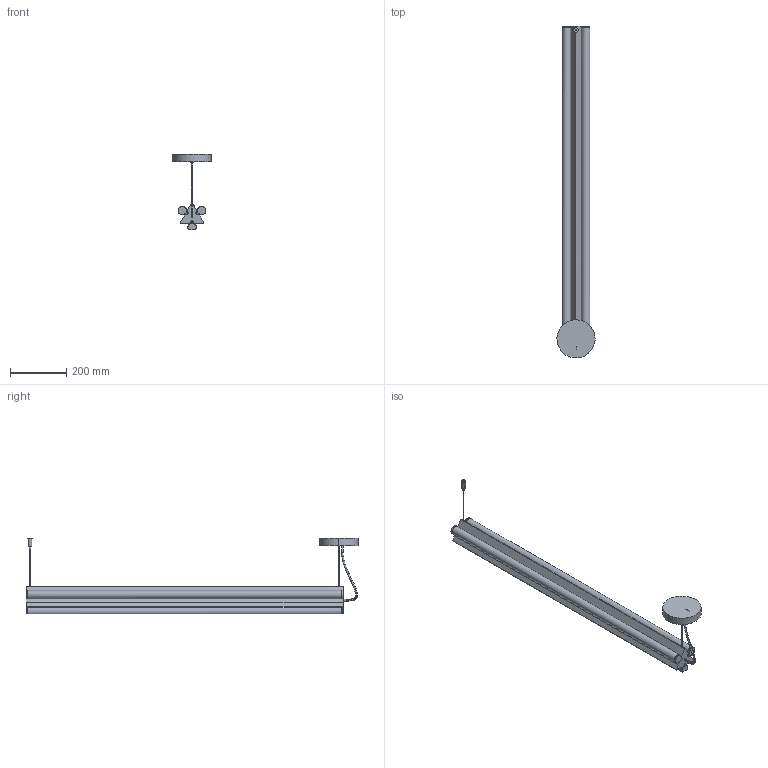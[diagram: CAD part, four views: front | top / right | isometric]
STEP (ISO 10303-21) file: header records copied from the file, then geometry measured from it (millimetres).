
FILE_DESCRIPTION(/* description */ (''),/* implementation_level */ '2;1');
FILE_NAME(/* name */ 'DREISPITZ120 SOSP 2 EM. DIFF + 1 CE',/* time_stamp */ '2025-04-17T15:20:52+02:00',/* author */ (''),/* organization */ (''),/* preprocessor_version */ 'ST-DEVELOPER v16.5',/* originating_system */ 'Rhino 7.37',/* authorisation */ '');
FILE_SCHEMA (('AUTOMOTIVE_DESIGN'));
Length unit declared in the file: millimetre
Products named in the file (1): Document
Bounding box: 136.11 x 1184.26 x 270.56 mm (x, y, z)
Volume: 2192224.4 mm3; surface area: 907357.5 mm2
Topology: 16 solids, 23 shells, 1597 faces, 3822 edges, 2311 vertices
Faces by surface type: bspline 1172, cylinder 270, plane 155
Entity records: 160272 total; most frequent: CARTESIAN_POINT 136657, ORIENTED_EDGE 7599, EDGE_CURVE 3807, B_SPLINE_CURVE_WITH_KNOTS 2839, VERTEX_POINT 2311, EDGE_LOOP 1665, ADVANCED_FACE 1597, FACE_OUTER_BOUND 1597
